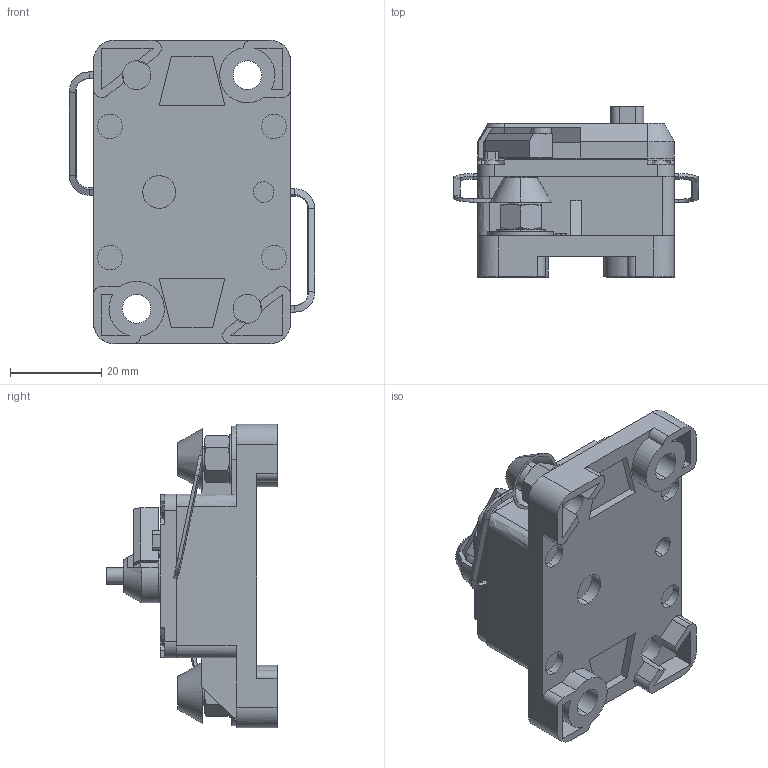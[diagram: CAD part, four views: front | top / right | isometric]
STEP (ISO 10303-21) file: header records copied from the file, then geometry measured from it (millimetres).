
FILE_DESCRIPTION(('FreeCAD Model'),'2;1');
FILE_NAME('Open CASCADE Shape Model','2025-05-03T18:55:52',('FreeCAD'),( 'FreeCAD'),'Open CASCADE STEP processor 7.6','FreeCAD','Unknown');
FILE_SCHEMA(('AUTOMOTIVE_DESIGN { 1 0 10303 214 1 1 1 1 }'));
Products named in the file (1): Open CASCADE STEP translator 7.6 1
Bounding box: 53.97 x 37.33 x 66.56 mm (x, y, z)
Volume: 43358.2 mm3; surface area: 22081.8 mm2
Topology: 13 solids, 13 shells, 1064 faces, 2708 edges, 1773 vertices
Faces by surface type: bspline 1064
Entity records: 41501 total; most frequent: CARTESIAN_POINT 25046, ORIENTED_EDGE 5416, EDGE_CURVE 2708, B_SPLINE_CURVE_WITH_KNOTS 2253, VERTEX_POINT 1773, FACE_BOUND 1189, EDGE_LOOP 1189, ADVANCED_FACE 1064
